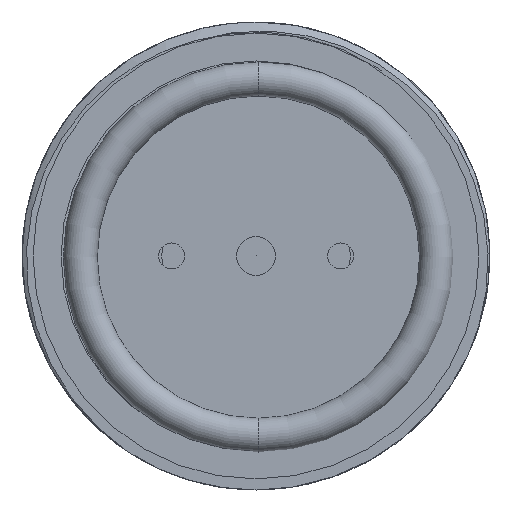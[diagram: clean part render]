
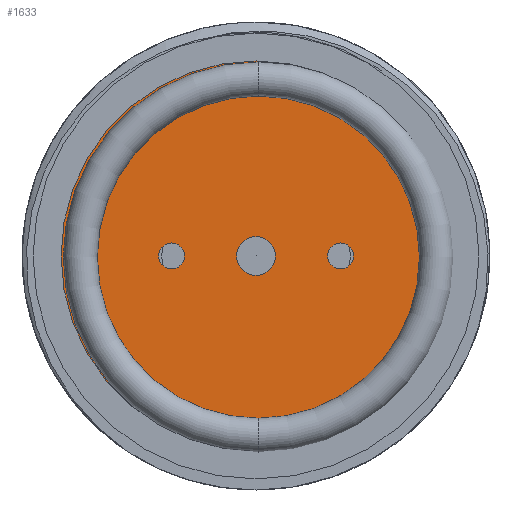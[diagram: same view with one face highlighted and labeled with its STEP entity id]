
A CAD part, front view. The second image highlights one B-rep face of the part: STEP entity #1633.
In plain terms, the highlighted planar face has unit normal (0, -1, 0).
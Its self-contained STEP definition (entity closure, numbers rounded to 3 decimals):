
#14 = ORIENTED_EDGE ( 'NONE', *, *, #226, .F. ) ;
#36 = DIRECTION ( 'NONE',  ( 0., 0., -1. ) ) ;
#65 = DIRECTION ( 'NONE',  ( 0., 0., -1. ) ) ;
#140 = CIRCLE ( 'NONE', #5020, 1.5 ) ;
#142 = CIRCLE ( 'NONE', #1262, 1.5 ) ;
#144 = EDGE_CURVE ( 'NONE', #4493, #5022, #546, .T. ) ;
#170 = VERTEX_POINT ( 'NONE', #2480 ) ;
#187 = EDGE_LOOP ( 'NONE', ( #1893, #835 ) ) ;
#226 = EDGE_CURVE ( 'NONE', #3725, #4077, #297, .T. ) ;
#233 = CARTESIAN_POINT ( 'NONE',  ( 6.5, 2., 0. ) ) ;
#297 = CIRCLE ( 'NONE', #1416, 1. ) ;
#387 = DIRECTION ( 'NONE',  ( 0., 0., -1. ) ) ;
#508 = CARTESIAN_POINT ( 'NONE',  ( -6.5, 2., 0. ) ) ;
#546 = CIRCLE ( 'NONE', #3371, 15. ) ;
#605 = CARTESIAN_POINT ( 'NONE',  ( -6.5, 2., -1. ) ) ;
#645 = DIRECTION ( 'NONE',  ( 0., 0., -1. ) ) ;
#716 = FACE_OUTER_BOUND ( 'NONE', #3337, .T. ) ;
#764 = AXIS2_PLACEMENT_3D ( 'NONE', #4514, #2127, #4926 ) ;
#835 = ORIENTED_EDGE ( 'NONE', *, *, #4795, .F. ) ;
#1192 = CARTESIAN_POINT ( 'NONE',  ( 0., 2., 1.5 ) ) ;
#1262 = AXIS2_PLACEMENT_3D ( 'NONE', #4181, #1784, #4581 ) ;
#1268 = AXIS2_PLACEMENT_3D ( 'NONE', #2072, #4869, #2477 ) ;
#1330 = PLANE ( 'NONE',  #764 ) ;
#1416 = AXIS2_PLACEMENT_3D ( 'NONE', #508, #3309, #65 ) ;
#1457 = CARTESIAN_POINT ( 'NONE',  ( 0., 2., 0. ) ) ;
#1530 = CIRCLE ( 'NONE', #4300, 1. ) ;
#1633 = ADVANCED_FACE ( 'NONE', ( #4828, #1754, #2719, #716 ), #1330, .T. ) ;
#1647 = DIRECTION ( 'NONE',  ( 0., -1., 0. ) ) ;
#1754 = FACE_BOUND ( 'NONE', #3787, .T. ) ;
#1784 = DIRECTION ( 'NONE',  ( 0., -1., 0. ) ) ;
#1851 = DIRECTION ( 'NONE',  ( 0., 0., -1. ) ) ;
#1852 = EDGE_CURVE ( 'NONE', #2814, #2425, #140, .T. ) ;
#1862 = DIRECTION ( 'NONE',  ( 0., -1., 0. ) ) ;
#1893 = ORIENTED_EDGE ( 'NONE', *, *, #1852, .F. ) ;
#1912 = CIRCLE ( 'NONE', #1268, 1. ) ;
#2018 = ORIENTED_EDGE ( 'NONE', *, *, #5000, .F. ) ;
#2072 = CARTESIAN_POINT ( 'NONE',  ( -6.5, 2., 0. ) ) ;
#2127 = DIRECTION ( 'NONE',  ( 0., -1., 0. ) ) ;
#2150 = CIRCLE ( 'NONE', #4895, 1. ) ;
#2265 = EDGE_LOOP ( 'NONE', ( #14, #2018 ) ) ;
#2425 = VERTEX_POINT ( 'NONE', #1192 ) ;
#2477 = DIRECTION ( 'NONE',  ( 0., 0., -1. ) ) ;
#2480 = CARTESIAN_POINT ( 'NONE',  ( 6.5, 2., 1. ) ) ;
#2525 = CARTESIAN_POINT ( 'NONE',  ( 0., 2., -1.5 ) ) ;
#2719 = FACE_BOUND ( 'NONE', #187, .T. ) ;
#2751 = CARTESIAN_POINT ( 'NONE',  ( 6.5, 2., -1. ) ) ;
#2784 = DIRECTION ( 'NONE',  ( 0., -1., 0. ) ) ;
#2814 = VERTEX_POINT ( 'NONE', #2525 ) ;
#2954 = ORIENTED_EDGE ( 'NONE', *, *, #3297, .F. ) ;
#3045 = DIRECTION ( 'NONE',  ( 0., -1., 0. ) ) ;
#3231 = CARTESIAN_POINT ( 'NONE',  ( -6.5, 2., 1. ) ) ;
#3290 = CARTESIAN_POINT ( 'NONE',  ( 0., 2., -15. ) ) ;
#3297 = EDGE_CURVE ( 'NONE', #170, #3955, #1530, .T. ) ;
#3309 = DIRECTION ( 'NONE',  ( 0., -1., 0. ) ) ;
#3316 = CARTESIAN_POINT ( 'NONE',  ( 0., 2., 15. ) ) ;
#3337 = EDGE_LOOP ( 'NONE', ( #4949, #3902 ) ) ;
#3371 = AXIS2_PLACEMENT_3D ( 'NONE', #4047, #1647, #36 ) ;
#3725 = VERTEX_POINT ( 'NONE', #605 ) ;
#3787 = EDGE_LOOP ( 'NONE', ( #4030, #2954 ) ) ;
#3902 = ORIENTED_EDGE ( 'NONE', *, *, #144, .T. ) ;
#3955 = VERTEX_POINT ( 'NONE', #2751 ) ;
#4009 = EDGE_CURVE ( 'NONE', #3955, #170, #2150, .T. ) ;
#4030 = ORIENTED_EDGE ( 'NONE', *, *, #4009, .F. ) ;
#4047 = CARTESIAN_POINT ( 'NONE',  ( 0., 2., 0. ) ) ;
#4077 = VERTEX_POINT ( 'NONE', #3231 ) ;
#4181 = CARTESIAN_POINT ( 'NONE',  ( 0., 2., 0. ) ) ;
#4246 = DIRECTION ( 'NONE',  ( 0., -1., 0. ) ) ;
#4252 = CARTESIAN_POINT ( 'NONE',  ( 0., 2., 0. ) ) ;
#4265 = EDGE_CURVE ( 'NONE', #5022, #4493, #4460, .T. ) ;
#4300 = AXIS2_PLACEMENT_3D ( 'NONE', #233, #3045, #645 ) ;
#4460 = CIRCLE ( 'NONE', #4755, 15. ) ;
#4493 = VERTEX_POINT ( 'NONE', #3316 ) ;
#4514 = CARTESIAN_POINT ( 'NONE',  ( 0., 2., 0. ) ) ;
#4581 = DIRECTION ( 'NONE',  ( 0., 0., -1. ) ) ;
#4651 = DIRECTION ( 'NONE',  ( 0., 0., -1. ) ) ;
#4755 = AXIS2_PLACEMENT_3D ( 'NONE', #1457, #4246, #1851 ) ;
#4795 = EDGE_CURVE ( 'NONE', #2425, #2814, #142, .T. ) ;
#4828 = FACE_BOUND ( 'NONE', #2265, .T. ) ;
#4869 = DIRECTION ( 'NONE',  ( 0., -1., 0. ) ) ;
#4895 = AXIS2_PLACEMENT_3D ( 'NONE', #5173, #2784, #387 ) ;
#4926 = DIRECTION ( 'NONE',  ( 0., 0., -1. ) ) ;
#4949 = ORIENTED_EDGE ( 'NONE', *, *, #4265, .T. ) ;
#5000 = EDGE_CURVE ( 'NONE', #4077, #3725, #1912, .T. ) ;
#5020 = AXIS2_PLACEMENT_3D ( 'NONE', #4252, #1862, #4651 ) ;
#5022 = VERTEX_POINT ( 'NONE', #3290 ) ;
#5173 = CARTESIAN_POINT ( 'NONE',  ( 6.5, 2., 0. ) ) ;
